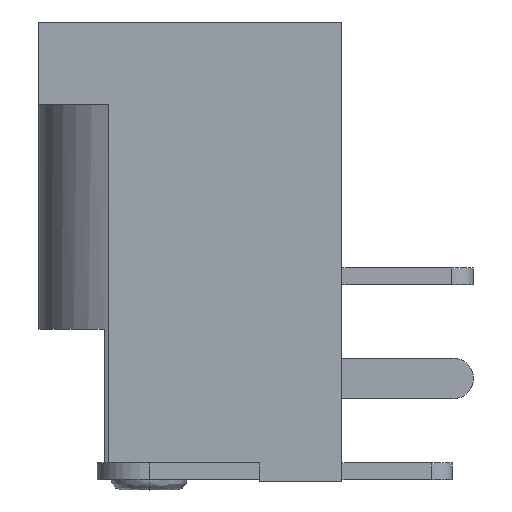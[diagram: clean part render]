
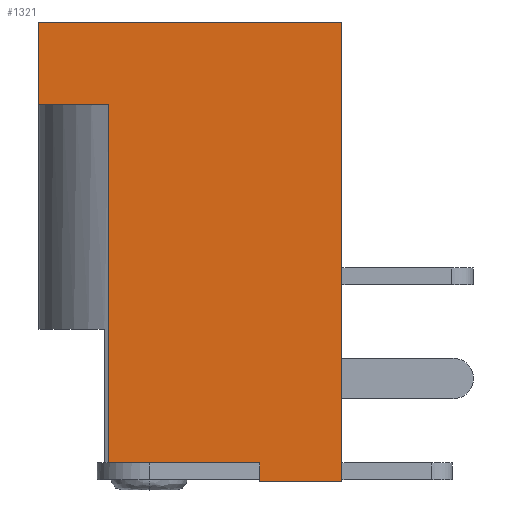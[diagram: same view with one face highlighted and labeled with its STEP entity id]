
A CAD part, left-side view. The second image highlights one B-rep face of the part: STEP entity #1321.
In plain terms, the highlighted planar face has unit normal (-1, 0, 0).
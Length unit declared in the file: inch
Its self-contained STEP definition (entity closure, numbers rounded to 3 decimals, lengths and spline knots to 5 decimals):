
#12 = EDGE_CURVE ( 'NONE', #756, #1454, #2727, .T. ) ;
#30 = CARTESIAN_POINT ( 'NONE',  ( -0.0985, 0.106, 0. ) ) ;
#124 = DIRECTION ( 'NONE',  ( 0., 1., 0. ) ) ;
#322 = CARTESIAN_POINT ( 'NONE',  ( -0.0985, 0.106, -0.079 ) ) ;
#415 = DIRECTION ( 'NONE',  ( 0., 0., -1. ) ) ;
#443 = VERTEX_POINT ( 'NONE', #2342 ) ;
#449 = EDGE_CURVE ( 'NONE', #2815, #1043, #2369, .T. ) ;
#468 = CARTESIAN_POINT ( 'NONE',  ( -0.0985, -0.106, -0.06 ) ) ;
#486 = VERTEX_POINT ( 'NONE', #1269 ) ;
#505 = EDGE_CURVE ( 'NONE', #1043, #486, #2355, .T. ) ;
#538 = EDGE_LOOP ( 'NONE', ( #1919, #1925, #1915, #1901, #1931, #1927, #1928, #1912 ) ) ;
#539 = EDGE_CURVE ( 'NONE', #1454, #2815, #2343, .T. ) ;
#570 = VERTEX_POINT ( 'NONE', #1146 ) ;
#632 = EDGE_CURVE ( 'NONE', #2468, #443, #2298, .T. ) ;
#737 = CARTESIAN_POINT ( 'NONE',  ( -0.0985, -0.106, -0.441 ) ) ;
#756 = VERTEX_POINT ( 'NONE', #2598 ) ;
#758 = LINE ( 'NONE', #468, #1801 ) ;
#775 = CARTESIAN_POINT ( 'NONE',  ( -0.0985, -0.3184, -0.079 ) ) ;
#874 = EDGE_CURVE ( 'NONE', #486, #570, #2139, .T. ) ;
#925 = DIRECTION ( 'NONE',  ( 0., -1., 0. ) ) ;
#1043 = VERTEX_POINT ( 'NONE', #1480 ) ;
#1083 = CARTESIAN_POINT ( 'NONE',  ( -0.0985, 0.106, -0.441 ) ) ;
#1086 = CARTESIAN_POINT ( 'NONE',  ( -0.0985, 0.106, -0.423 ) ) ;
#1146 = CARTESIAN_POINT ( 'NONE',  ( -0.0985, -0.106, -0.423 ) ) ;
#1160 = DIRECTION ( 'NONE',  ( 0., 0., 1. ) ) ;
#1170 = CARTESIAN_POINT ( 'NONE',  ( -0.0985, -0.185, -0.06 ) ) ;
#1176 = DIRECTION ( 'NONE',  ( 0., -1., 0. ) ) ;
#1216 = CARTESIAN_POINT ( 'NONE',  ( -0.0985, 0.03916, -0.06 ) ) ;
#1258 = VECTOR ( 'NONE', #1160, 39.37008 ) ;
#1269 = CARTESIAN_POINT ( 'NONE',  ( -0.0985, 0.03916, -0.423 ) ) ;
#1277 = DIRECTION ( 'NONE',  ( 0., 0., -1. ) ) ;
#1295 = CARTESIAN_POINT ( 'NONE',  ( -0.0985, 0.106, -0.06 ) ) ;
#1321 = ADVANCED_FACE ( 'NONE', ( #2765 ), #1349, .T. ) ;
#1349 = PLANE ( 'NONE',  #2191 ) ;
#1394 = DIRECTION ( 'NONE',  ( 0., -1., 0. ) ) ;
#1395 = CARTESIAN_POINT ( 'NONE',  ( -0.0985, 0.106, -0.06 ) ) ;
#1398 = DIRECTION ( 'NONE',  ( -1., 0., 0. ) ) ;
#1400 = DIRECTION ( 'NONE',  ( 0., -1., 0. ) ) ;
#1454 = VERTEX_POINT ( 'NONE', #1876 ) ;
#1480 = CARTESIAN_POINT ( 'NONE',  ( -0.0985, 0.03916, -0.079 ) ) ;
#1801 = VECTOR ( 'NONE', #415, 39.37008 ) ;
#1858 = EDGE_CURVE ( 'NONE', #443, #756, #2291, .T. ) ;
#1876 = CARTESIAN_POINT ( 'NONE',  ( -0.0985, 0.106, 0. ) ) ;
#1901 = ORIENTED_EDGE ( 'NONE', *, *, #539, .T. ) ;
#1912 = ORIENTED_EDGE ( 'NONE', *, *, #2572, .T. ) ;
#1915 = ORIENTED_EDGE ( 'NONE', *, *, #12, .T. ) ;
#1919 = ORIENTED_EDGE ( 'NONE', *, *, #632, .T. ) ;
#1925 = ORIENTED_EDGE ( 'NONE', *, *, #1858, .T. ) ;
#1927 = ORIENTED_EDGE ( 'NONE', *, *, #505, .T. ) ;
#1928 = ORIENTED_EDGE ( 'NONE', *, *, #874, .T. ) ;
#1931 = ORIENTED_EDGE ( 'NONE', *, *, #449, .T. ) ;
#2124 = VECTOR ( 'NONE', #1176, 39.37008 ) ;
#2139 = LINE ( 'NONE', #1086, #2124 ) ;
#2191 = AXIS2_PLACEMENT_3D ( 'NONE', #1395, #1398, #1400 ) ;
#2291 = LINE ( 'NONE', #1170, #1258 ) ;
#2296 = VECTOR ( 'NONE', #925, 39.37008 ) ;
#2298 = LINE ( 'NONE', #1083, #2296 ) ;
#2339 = VECTOR ( 'NONE', #2445, 39.37008 ) ;
#2342 = CARTESIAN_POINT ( 'NONE',  ( -0.0985, -0.185, -0.441 ) ) ;
#2343 = LINE ( 'NONE', #1295, #2339 ) ;
#2355 = LINE ( 'NONE', #1216, #2392 ) ;
#2358 = VECTOR ( 'NONE', #1394, 39.37008 ) ;
#2369 = LINE ( 'NONE', #775, #2358 ) ;
#2392 = VECTOR ( 'NONE', #1277, 39.37008 ) ;
#2445 = DIRECTION ( 'NONE',  ( 0., 0., -1. ) ) ;
#2468 = VERTEX_POINT ( 'NONE', #737 ) ;
#2572 = EDGE_CURVE ( 'NONE', #570, #2468, #758, .T. ) ;
#2598 = CARTESIAN_POINT ( 'NONE',  ( -0.0985, -0.185, 0. ) ) ;
#2727 = LINE ( 'NONE', #30, #2789 ) ;
#2765 = FACE_OUTER_BOUND ( 'NONE', #538, .T. ) ;
#2789 = VECTOR ( 'NONE', #124, 39.37008 ) ;
#2815 = VERTEX_POINT ( 'NONE', #322 ) ;
